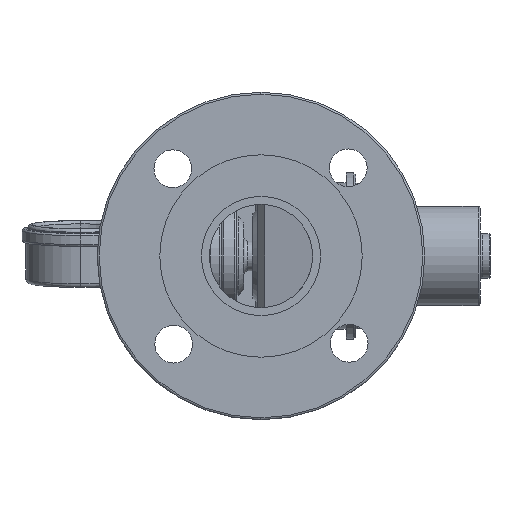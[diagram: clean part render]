
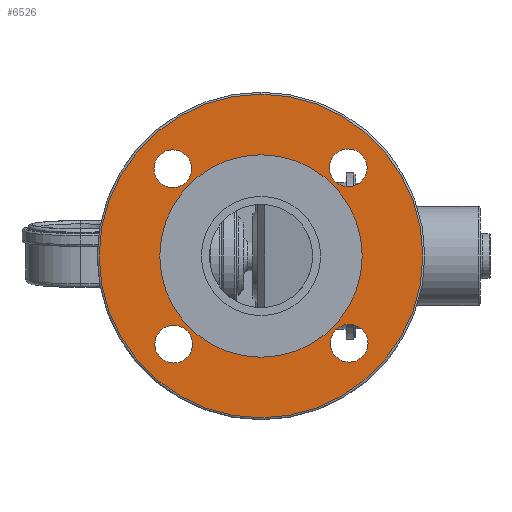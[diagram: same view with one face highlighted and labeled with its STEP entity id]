
A CAD part, left-side view. The second image highlights one B-rep face of the part: STEP entity #6526.
In plain terms, the highlighted planar face has unit normal (-1, 0, 0).
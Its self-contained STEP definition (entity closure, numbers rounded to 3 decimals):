
#317 = CARTESIAN_POINT ( 'NONE',  ( -94., 44.426, 43.961 ) ) ;
#323 = CARTESIAN_POINT ( 'NONE',  ( -94., 43.961, -44.426 ) ) ;
#324 = DIRECTION ( 'NONE',  ( -1., 0., 0. ) ) ;
#325 = DIRECTION ( 'NONE',  ( 0., 0., 1. ) ) ;
#329 = CARTESIAN_POINT ( 'NONE',  ( -94., -44.426, -43.961 ) ) ;
#330 = DIRECTION ( 'NONE',  ( -1., 0., 0. ) ) ;
#331 = DIRECTION ( 'NONE',  ( 0., 0., 1. ) ) ;
#334 = DIRECTION ( 'NONE',  ( -1., 0., 0. ) ) ;
#335 = DIRECTION ( 'NONE',  ( 0., 0., 1. ) ) ;
#339 = CARTESIAN_POINT ( 'NONE',  ( -94., -43.961, 44.426 ) ) ;
#341 = DIRECTION ( 'NONE',  ( -1., 0., 0. ) ) ;
#342 = DIRECTION ( 'NONE',  ( 0., 0., 1. ) ) ;
#505 = CARTESIAN_POINT ( 'NONE',  ( -94., 0., 0. ) ) ;
#506 = DIRECTION ( 'NONE',  ( -1., 0., 0. ) ) ;
#507 = DIRECTION ( 'NONE',  ( 0., 0., 1. ) ) ;
#511 = CARTESIAN_POINT ( 'NONE',  ( -94., 0., 0. ) ) ;
#516 = DIRECTION ( 'NONE',  ( -1., 0., 0. ) ) ;
#517 = DIRECTION ( 'NONE',  ( 0., 0., 1. ) ) ;
#576 = CARTESIAN_POINT ( 'NONE',  ( -94., 44.426, 53.461 ) ) ;
#601 = CARTESIAN_POINT ( 'NONE',  ( -94., 44.426, 34.461 ) ) ;
#603 = CARTESIAN_POINT ( 'NONE',  ( -94., 0., 81.5 ) ) ;
#944 = CARTESIAN_POINT ( 'NONE',  ( -94., -44.426, -34.461 ) ) ;
#965 = CARTESIAN_POINT ( 'NONE',  ( -94., 43.961, -34.926 ) ) ;
#980 = CARTESIAN_POINT ( 'NONE',  ( -94., 0., -81.5 ) ) ;
#997 = CARTESIAN_POINT ( 'NONE',  ( -94., -43.961, 53.926 ) ) ;
#999 = CARTESIAN_POINT ( 'NONE',  ( -94., -44.426, -53.461 ) ) ;
#1002 = CARTESIAN_POINT ( 'NONE',  ( -94., 0., -51. ) ) ;
#1005 = CARTESIAN_POINT ( 'NONE',  ( -94., 0., 51. ) ) ;
#1216 = CARTESIAN_POINT ( 'NONE',  ( -94., 43.961, -53.926 ) ) ;
#1286 = CARTESIAN_POINT ( 'NONE',  ( -94., -43.961, 34.926 ) ) ;
#1552 = AXIS2_PLACEMENT_3D ( 'NONE', #20931, #20855, #20854 ) ;
#1634 = AXIS2_PLACEMENT_3D ( 'NONE', #21029, #21028, #21027 ) ;
#1654 = AXIS2_PLACEMENT_3D ( 'NONE', #20951, #20950, #20949 ) ;
#1678 = AXIS2_PLACEMENT_3D ( 'NONE', #14531, #14530, #14529 ) ;
#1689 = AXIS2_PLACEMENT_3D ( 'NONE', #14528, #14527, #14526 ) ;
#1690 = AXIS2_PLACEMENT_3D ( 'NONE', #14534, #14533, #14532 ) ;
#1694 = AXIS2_PLACEMENT_3D ( 'NONE', #14518, #14516, #14515 ) ;
#1734 = AXIS2_PLACEMENT_3D ( 'NONE', #339, #341, #342 ) ;
#1739 = AXIS2_PLACEMENT_3D ( 'NONE', #317, #324, #325 ) ;
#1741 = AXIS2_PLACEMENT_3D ( 'NONE', #323, #330, #331 ) ;
#1743 = AXIS2_PLACEMENT_3D ( 'NONE', #329, #334, #335 ) ;
#1767 = AXIS2_PLACEMENT_3D ( 'NONE', #505, #506, #507 ) ;
#1769 = AXIS2_PLACEMENT_3D ( 'NONE', #511, #516, #517 ) ;
#3767 = EDGE_LOOP ( 'NONE', ( #9973, #9974 ) ) ;
#3768 = EDGE_LOOP ( 'NONE', ( #9971, #9972 ) ) ;
#3769 = EDGE_LOOP ( 'NONE', ( #9969, #9970 ) ) ;
#3771 = EDGE_LOOP ( 'NONE', ( #9967, #9968 ) ) ;
#3772 = EDGE_LOOP ( 'NONE', ( #9965, #9966 ) ) ;
#3779 = EDGE_LOOP ( 'NONE', ( #9963, #9964 ) ) ;
#3989 = CIRCLE ( 'NONE', #1739, 9.5 ) ;
#3992 = CIRCLE ( 'NONE', #1741, 9.5 ) ;
#3995 = CIRCLE ( 'NONE', #1743, 9.5 ) ;
#3997 = CIRCLE ( 'NONE', #1734, 9.5 ) ;
#4049 = CIRCLE ( 'NONE', #1767, 81.5 ) ;
#4056 = CIRCLE ( 'NONE', #1769, 51. ) ;
#6526 = ADVANCED_FACE ( 'NONE', ( #16376, #16379, #16381, #16383, #16373, #16377 ), #20893, .T. ) ;
#9963 = ORIENTED_EDGE ( 'NONE', *, *, #11356, .T. ) ;
#9964 = ORIENTED_EDGE ( 'NONE', *, *, #11700, .T. ) ;
#9965 = ORIENTED_EDGE ( 'NONE', *, *, #11381, .F. ) ;
#9966 = ORIENTED_EDGE ( 'NONE', *, *, #11704, .F. ) ;
#9967 = ORIENTED_EDGE ( 'NONE', *, *, #11657, .F. ) ;
#9968 = ORIENTED_EDGE ( 'NONE', *, *, #11447, .F. ) ;
#9969 = ORIENTED_EDGE ( 'NONE', *, *, #11655, .F. ) ;
#9970 = ORIENTED_EDGE ( 'NONE', *, *, #11448, .F. ) ;
#9971 = ORIENTED_EDGE ( 'NONE', *, *, #11653, .F. ) ;
#9972 = ORIENTED_EDGE ( 'NONE', *, *, #11449, .F. ) ;
#9973 = ORIENTED_EDGE ( 'NONE', *, *, #11651, .F. ) ;
#9974 = ORIENTED_EDGE ( 'NONE', *, *, #11453, .F. ) ;
#11356 = EDGE_CURVE ( 'NONE', #11776, #12736, #16554, .T. ) ;
#11381 = EDGE_CURVE ( 'NONE', #13011, #12998, #16588, .T. ) ;
#11447 = EDGE_CURVE ( 'NONE', #13603, #12961, #16675, .T. ) ;
#11448 = EDGE_CURVE ( 'NONE', #12972, #12487, #16676, .T. ) ;
#11449 = EDGE_CURVE ( 'NONE', #13467, #12645, #16678, .T. ) ;
#11453 = EDGE_CURVE ( 'NONE', #11774, #11749, #16684, .T. ) ;
#11651 = EDGE_CURVE ( 'NONE', #11749, #11774, #3989, .T. ) ;
#11653 = EDGE_CURVE ( 'NONE', #12645, #13467, #3992, .T. ) ;
#11655 = EDGE_CURVE ( 'NONE', #12487, #12972, #3995, .T. ) ;
#11657 = EDGE_CURVE ( 'NONE', #12961, #13603, #3997, .T. ) ;
#11700 = EDGE_CURVE ( 'NONE', #12736, #11776, #4049, .T. ) ;
#11704 = EDGE_CURVE ( 'NONE', #12998, #13011, #4056, .T. ) ;
#11749 = VERTEX_POINT ( 'NONE', #576 ) ;
#11774 = VERTEX_POINT ( 'NONE', #601 ) ;
#11776 = VERTEX_POINT ( 'NONE', #603 ) ;
#12487 = VERTEX_POINT ( 'NONE', #944 ) ;
#12645 = VERTEX_POINT ( 'NONE', #965 ) ;
#12736 = VERTEX_POINT ( 'NONE', #980 ) ;
#12961 = VERTEX_POINT ( 'NONE', #997 ) ;
#12972 = VERTEX_POINT ( 'NONE', #999 ) ;
#12998 = VERTEX_POINT ( 'NONE', #1002 ) ;
#13011 = VERTEX_POINT ( 'NONE', #1005 ) ;
#13467 = VERTEX_POINT ( 'NONE', #1216 ) ;
#13603 = VERTEX_POINT ( 'NONE', #1286 ) ;
#14515 = DIRECTION ( 'NONE',  ( 0., 0., 1. ) ) ;
#14516 = DIRECTION ( 'NONE',  ( -1., 0., 0. ) ) ;
#14518 = CARTESIAN_POINT ( 'NONE',  ( -94., 44.426, 43.961 ) ) ;
#14526 = DIRECTION ( 'NONE',  ( 0., 0., 1. ) ) ;
#14527 = DIRECTION ( 'NONE',  ( -1., 0., 0. ) ) ;
#14528 = CARTESIAN_POINT ( 'NONE',  ( -94., 43.961, -44.426 ) ) ;
#14529 = DIRECTION ( 'NONE',  ( 0., 0., 1. ) ) ;
#14530 = DIRECTION ( 'NONE',  ( -1., 0., 0. ) ) ;
#14531 = CARTESIAN_POINT ( 'NONE',  ( -94., -44.426, -43.961 ) ) ;
#14532 = DIRECTION ( 'NONE',  ( 0., 0., 1. ) ) ;
#14533 = DIRECTION ( 'NONE',  ( -1., 0., 0. ) ) ;
#14534 = CARTESIAN_POINT ( 'NONE',  ( -94., -43.961, 44.426 ) ) ;
#16373 = FACE_BOUND ( 'NONE', #3768, .T. ) ;
#16376 = FACE_OUTER_BOUND ( 'NONE', #3779, .T. ) ;
#16377 = FACE_BOUND ( 'NONE', #3767, .T. ) ;
#16379 = FACE_BOUND ( 'NONE', #3772, .T. ) ;
#16381 = FACE_BOUND ( 'NONE', #3771, .T. ) ;
#16383 = FACE_BOUND ( 'NONE', #3769, .T. ) ;
#16554 = CIRCLE ( 'NONE', #1634, 81.5 ) ;
#16588 = CIRCLE ( 'NONE', #1654, 51. ) ;
#16675 = CIRCLE ( 'NONE', #1690, 9.5 ) ;
#16676 = CIRCLE ( 'NONE', #1678, 9.5 ) ;
#16678 = CIRCLE ( 'NONE', #1689, 9.5 ) ;
#16684 = CIRCLE ( 'NONE', #1694, 9.5 ) ;
#20854 = DIRECTION ( 'NONE',  ( 0., 0., 1. ) ) ;
#20855 = DIRECTION ( 'NONE',  ( -1., 0., 0. ) ) ;
#20893 = PLANE ( 'NONE',  #1552 ) ;
#20931 = CARTESIAN_POINT ( 'NONE',  ( -94., 0., 0. ) ) ;
#20949 = DIRECTION ( 'NONE',  ( 0., 0., 1. ) ) ;
#20950 = DIRECTION ( 'NONE',  ( -1., 0., 0. ) ) ;
#20951 = CARTESIAN_POINT ( 'NONE',  ( -94., 0., 0. ) ) ;
#21027 = DIRECTION ( 'NONE',  ( 0., 0., 1. ) ) ;
#21028 = DIRECTION ( 'NONE',  ( -1., 0., 0. ) ) ;
#21029 = CARTESIAN_POINT ( 'NONE',  ( -94., 0., 0. ) ) ;
